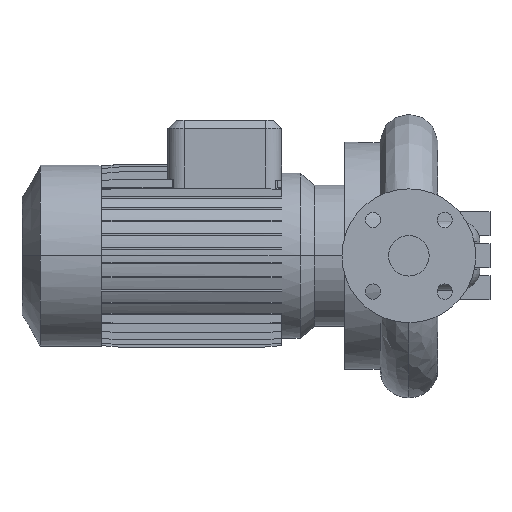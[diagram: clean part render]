
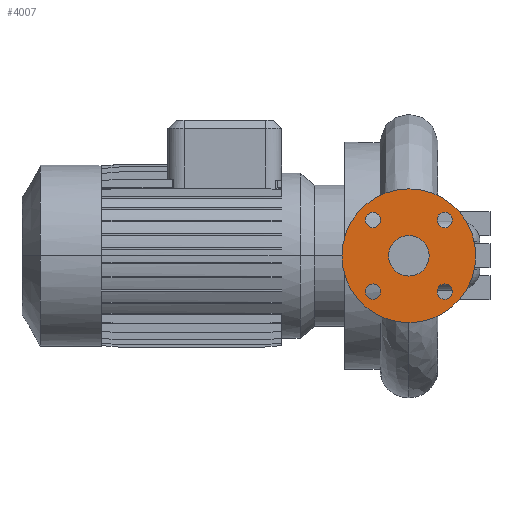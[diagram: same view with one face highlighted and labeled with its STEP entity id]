
A CAD part, left-side view. The second image highlights one B-rep face of the part: STEP entity #4007.
In plain terms, the highlighted planar face has unit normal (-1, 0, 0).
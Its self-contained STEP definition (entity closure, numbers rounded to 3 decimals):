
#370 = DIRECTION ( 'NONE',  ( 1., 0., 0. ) ) ;
#420 = DIRECTION ( 'NONE',  ( 0., 0., 1. ) ) ;
#597 = FACE_BOUND ( 'NONE', #11702, .T. ) ;
#695 = CIRCLE ( 'NONE', #2361, 9.5 ) ;
#724 = EDGE_CURVE ( 'NONE', #8871, #11397, #9660, .T. ) ;
#1119 = DIRECTION ( 'NONE',  ( 0., 0., 1. ) ) ;
#1198 = DIRECTION ( 'NONE',  ( 0., 0., 1. ) ) ;
#1200 = CIRCLE ( 'NONE', #10140, 9.5 ) ;
#1336 = EDGE_LOOP ( 'NONE', ( #4286, #8870 ) ) ;
#1394 = DIRECTION ( 'NONE',  ( 0., 0., 1. ) ) ;
#1483 = AXIS2_PLACEMENT_3D ( 'NONE', #2138, #4922, #2067 ) ;
#1782 = VERTEX_POINT ( 'NONE', #11859 ) ;
#1963 = DIRECTION ( 'NONE',  ( 0., 1., 0. ) ) ;
#2027 = DIRECTION ( 'NONE',  ( 0., 0., 1. ) ) ;
#2067 = DIRECTION ( 'NONE',  ( 0., 0., 1. ) ) ;
#2101 = ORIENTED_EDGE ( 'NONE', *, *, #5900, .F. ) ;
#2113 = CIRCLE ( 'NONE', #11052, 25. ) ;
#2138 = CARTESIAN_POINT ( 'NONE',  ( -220., 44.194, -44.194 ) ) ;
#2300 = CARTESIAN_POINT ( 'NONE',  ( -220., -44.194, 44.194 ) ) ;
#2359 = EDGE_CURVE ( 'NONE', #5280, #3847, #1200, .T. ) ;
#2361 = AXIS2_PLACEMENT_3D ( 'NONE', #11292, #2387, #10318 ) ;
#2387 = DIRECTION ( 'NONE',  ( -1., 0., 0. ) ) ;
#2623 = CARTESIAN_POINT ( 'NONE',  ( -220., 44.194, -34.694 ) ) ;
#2746 = PLANE ( 'NONE',  #4808 ) ;
#2779 = ORIENTED_EDGE ( 'NONE', *, *, #4121, .T. ) ;
#2881 = ORIENTED_EDGE ( 'NONE', *, *, #4509, .T. ) ;
#2928 = CIRCLE ( 'NONE', #1483, 9.5 ) ;
#3002 = CARTESIAN_POINT ( 'NONE',  ( -220., -82.5, 0. ) ) ;
#3170 = VERTEX_POINT ( 'NONE', #5057 ) ;
#3194 = ORIENTED_EDGE ( 'NONE', *, *, #724, .F. ) ;
#3198 = CIRCLE ( 'NONE', #12134, 82.5 ) ;
#3455 = DIRECTION ( 'NONE',  ( 0., 0., 1. ) ) ;
#3800 = ORIENTED_EDGE ( 'NONE', *, *, #7877, .F. ) ;
#3847 = VERTEX_POINT ( 'NONE', #11207 ) ;
#3912 = CARTESIAN_POINT ( 'NONE',  ( -220., -44.194, -44.194 ) ) ;
#3943 = VERTEX_POINT ( 'NONE', #4307 ) ;
#4007 = ADVANCED_FACE ( 'NONE', ( #12697, #6507, #11655, #10746, #5469, #597 ), #2746, .F. ) ;
#4121 = EDGE_CURVE ( 'NONE', #3943, #4206, #2113, .T. ) ;
#4144 = CARTESIAN_POINT ( 'NONE',  ( -220., -44.194, -53.694 ) ) ;
#4160 = CARTESIAN_POINT ( 'NONE',  ( -220., 44.194, 44.194 ) ) ;
#4206 = VERTEX_POINT ( 'NONE', #11255 ) ;
#4286 = ORIENTED_EDGE ( 'NONE', *, *, #9263, .F. ) ;
#4307 = CARTESIAN_POINT ( 'NONE',  ( -220., -25., 0. ) ) ;
#4450 = DIRECTION ( 'NONE',  ( -1., 0., 0. ) ) ;
#4509 = EDGE_CURVE ( 'NONE', #4206, #3943, #10407, .T. ) ;
#4554 = VERTEX_POINT ( 'NONE', #5489 ) ;
#4746 = EDGE_CURVE ( 'NONE', #11397, #8871, #7070, .T. ) ;
#4784 = AXIS2_PLACEMENT_3D ( 'NONE', #11089, #9011, #1198 ) ;
#4808 = AXIS2_PLACEMENT_3D ( 'NONE', #5724, #8475, #6570 ) ;
#4812 = CARTESIAN_POINT ( 'NONE',  ( -220., 44.194, 53.694 ) ) ;
#4922 = DIRECTION ( 'NONE',  ( -1., 0., 0. ) ) ;
#4941 = DIRECTION ( 'NONE',  ( -1., 0., 0. ) ) ;
#5057 = CARTESIAN_POINT ( 'NONE',  ( -220., 82.5, 0. ) ) ;
#5077 = AXIS2_PLACEMENT_3D ( 'NONE', #4160, #8132, #1119 ) ;
#5101 = EDGE_CURVE ( 'NONE', #4554, #10249, #10819, .T. ) ;
#5173 = CARTESIAN_POINT ( 'NONE',  ( -220., 44.194, 34.694 ) ) ;
#5188 = EDGE_CURVE ( 'NONE', #3847, #5280, #2928, .T. ) ;
#5280 = VERTEX_POINT ( 'NONE', #2623 ) ;
#5412 = CARTESIAN_POINT ( 'NONE',  ( -220., 44.194, -44.194 ) ) ;
#5469 = FACE_OUTER_BOUND ( 'NONE', #12089, .T. ) ;
#5489 = CARTESIAN_POINT ( 'NONE',  ( -220., -44.194, -34.694 ) ) ;
#5620 = EDGE_CURVE ( 'NONE', #10249, #4554, #10216, .T. ) ;
#5626 = CIRCLE ( 'NONE', #10629, 82.5 ) ;
#5724 = CARTESIAN_POINT ( 'NONE',  ( -220., 25., 0. ) ) ;
#5900 = EDGE_CURVE ( 'NONE', #11287, #3170, #5626, .T. ) ;
#6202 = DIRECTION ( 'NONE',  ( 0., 1., 0. ) ) ;
#6223 = EDGE_LOOP ( 'NONE', ( #7810, #3194 ) ) ;
#6507 = FACE_BOUND ( 'NONE', #1336, .T. ) ;
#6570 = DIRECTION ( 'NONE',  ( 0., 1., 0. ) ) ;
#7062 = AXIS2_PLACEMENT_3D ( 'NONE', #2300, #10242, #1394 ) ;
#7070 = CIRCLE ( 'NONE', #4784, 9.5 ) ;
#7464 = ORIENTED_EDGE ( 'NONE', *, *, #5188, .F. ) ;
#7624 = DIRECTION ( 'NONE',  ( 1., 0., 0. ) ) ;
#7810 = ORIENTED_EDGE ( 'NONE', *, *, #4746, .F. ) ;
#7877 = EDGE_CURVE ( 'NONE', #3170, #11287, #3198, .T. ) ;
#7942 = CARTESIAN_POINT ( 'NONE',  ( -220., 0., 0. ) ) ;
#8132 = DIRECTION ( 'NONE',  ( -1., 0., 0. ) ) ;
#8208 = DIRECTION ( 'NONE',  ( -1., 0., 0. ) ) ;
#8350 = AXIS2_PLACEMENT_3D ( 'NONE', #11330, #8208, #3455 ) ;
#8475 = DIRECTION ( 'NONE',  ( 1., 0., 0. ) ) ;
#8638 = ORIENTED_EDGE ( 'NONE', *, *, #5101, .F. ) ;
#8860 = DIRECTION ( 'NONE',  ( 1., 0., 0. ) ) ;
#8870 = ORIENTED_EDGE ( 'NONE', *, *, #11805, .F. ) ;
#8871 = VERTEX_POINT ( 'NONE', #5173 ) ;
#9011 = DIRECTION ( 'NONE',  ( -1., 0., 0. ) ) ;
#9249 = ORIENTED_EDGE ( 'NONE', *, *, #5620, .F. ) ;
#9263 = EDGE_CURVE ( 'NONE', #1782, #10731, #9780, .T. ) ;
#9289 = DIRECTION ( 'NONE',  ( 0., 1., 0. ) ) ;
#9660 = CIRCLE ( 'NONE', #5077, 9.5 ) ;
#9719 = DIRECTION ( 'NONE',  ( 0., 1., 0. ) ) ;
#9748 = EDGE_LOOP ( 'NONE', ( #8638, #9249 ) ) ;
#9780 = CIRCLE ( 'NONE', #7062, 9.5 ) ;
#9999 = DIRECTION ( 'NONE',  ( 1., 0., 0. ) ) ;
#10072 = CARTESIAN_POINT ( 'NONE',  ( -220., 0., 0. ) ) ;
#10140 = AXIS2_PLACEMENT_3D ( 'NONE', #5412, #4450, #420 ) ;
#10216 = CIRCLE ( 'NONE', #8350, 9.5 ) ;
#10242 = DIRECTION ( 'NONE',  ( -1., 0., 0. ) ) ;
#10249 = VERTEX_POINT ( 'NONE', #4144 ) ;
#10318 = DIRECTION ( 'NONE',  ( 0., 0., 1. ) ) ;
#10407 = CIRCLE ( 'NONE', #11431, 25. ) ;
#10438 = CARTESIAN_POINT ( 'NONE',  ( -220., -44.194, 34.694 ) ) ;
#10484 = ORIENTED_EDGE ( 'NONE', *, *, #2359, .F. ) ;
#10629 = AXIS2_PLACEMENT_3D ( 'NONE', #11165, #370, #9289 ) ;
#10731 = VERTEX_POINT ( 'NONE', #10438 ) ;
#10746 = FACE_BOUND ( 'NONE', #12657, .T. ) ;
#10819 = CIRCLE ( 'NONE', #12077, 9.5 ) ;
#11052 = AXIS2_PLACEMENT_3D ( 'NONE', #7942, #8860, #1963 ) ;
#11089 = CARTESIAN_POINT ( 'NONE',  ( -220., 44.194, 44.194 ) ) ;
#11165 = CARTESIAN_POINT ( 'NONE',  ( -220., 0., 0. ) ) ;
#11207 = CARTESIAN_POINT ( 'NONE',  ( -220., 44.194, -53.694 ) ) ;
#11255 = CARTESIAN_POINT ( 'NONE',  ( -220., 25., 0. ) ) ;
#11287 = VERTEX_POINT ( 'NONE', #3002 ) ;
#11292 = CARTESIAN_POINT ( 'NONE',  ( -220., -44.194, 44.194 ) ) ;
#11330 = CARTESIAN_POINT ( 'NONE',  ( -220., -44.194, -44.194 ) ) ;
#11397 = VERTEX_POINT ( 'NONE', #4812 ) ;
#11431 = AXIS2_PLACEMENT_3D ( 'NONE', #10072, #9999, #6202 ) ;
#11655 = FACE_BOUND ( 'NONE', #9748, .T. ) ;
#11702 = EDGE_LOOP ( 'NONE', ( #2881, #2779 ) ) ;
#11789 = CARTESIAN_POINT ( 'NONE',  ( -220., 0., 0. ) ) ;
#11805 = EDGE_CURVE ( 'NONE', #10731, #1782, #695, .T. ) ;
#11859 = CARTESIAN_POINT ( 'NONE',  ( -220., -44.194, 53.694 ) ) ;
#12077 = AXIS2_PLACEMENT_3D ( 'NONE', #3912, #4941, #2027 ) ;
#12089 = EDGE_LOOP ( 'NONE', ( #3800, #2101 ) ) ;
#12134 = AXIS2_PLACEMENT_3D ( 'NONE', #11789, #7624, #9719 ) ;
#12657 = EDGE_LOOP ( 'NONE', ( #10484, #7464 ) ) ;
#12697 = FACE_BOUND ( 'NONE', #6223, .T. ) ;
